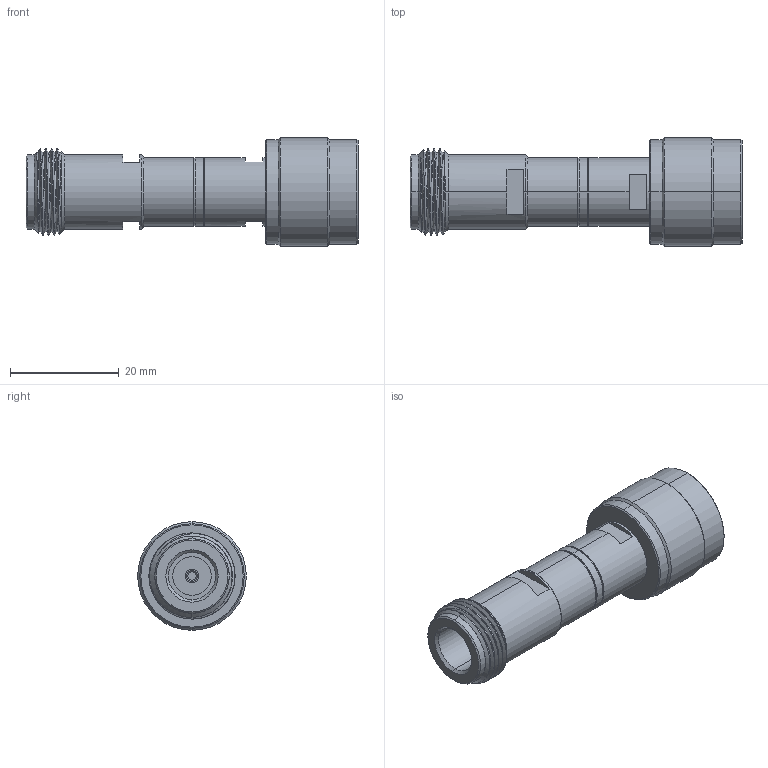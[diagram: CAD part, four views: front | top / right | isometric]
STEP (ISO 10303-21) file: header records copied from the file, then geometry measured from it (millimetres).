
FILE_DESCRIPTION (( 'STEP AP214' ), '1' );
FILE_NAME ('LCAT7750-3_3D.step', '2025-01-22T15:14:08', ( '' ), ( '' ), 'SwSTEP 2.0', 'SolidWorks 2022', '' );
FILE_SCHEMA (( 'AUTOMOTIVE_DESIGN' ));
Length unit declared in the file: inch
Products named in the file (3): N FEMALE_TS5_1; LCAT7750-3_3D; N MALE_TS5_1
Assembly tree (2 placements, depth 2):
  LCAT7750-3_3D
    N FEMALE_TS5_1
    N MALE_TS5_1
Bounding box: 61.2 x 20.02 x 20.02 mm (x, y, z)
Volume: 8941.7 mm3; surface area: 5641.1 mm2
Topology: 2 solids, 2 shells, 182 faces, 409 edges, 245 vertices
Faces by surface type: cylinder 74, cone 63, plane 42, bspline 3
Entity records: 7397 total; most frequent: CARTESIAN_POINT 2975, DIRECTION 878, ORIENTED_EDGE 818, EDGE_CURVE 409, AXIS2_PLACEMENT_3D 357, VERTEX_POINT 245, EDGE_LOOP 196, FACE_OUTER_BOUND 182
